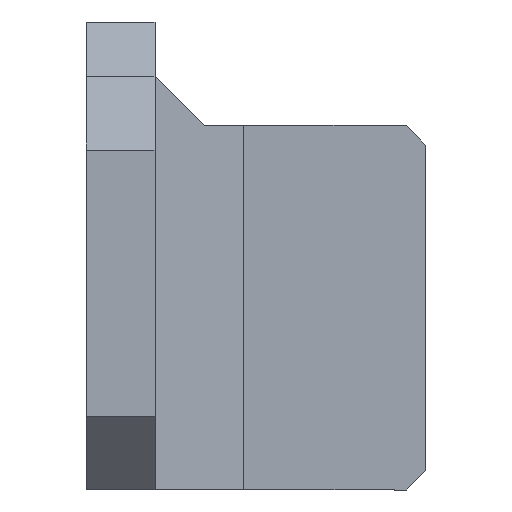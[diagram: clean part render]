
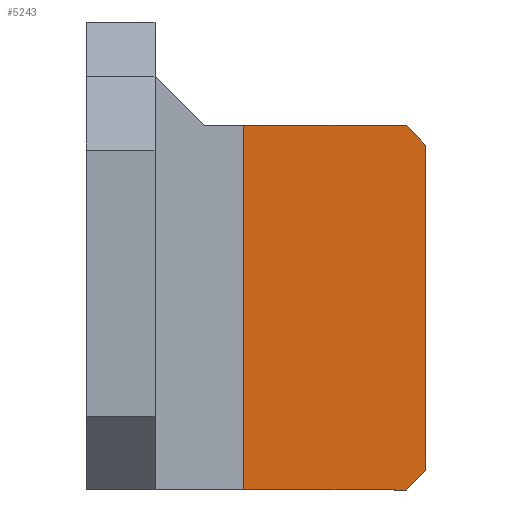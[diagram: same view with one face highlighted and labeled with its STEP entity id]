
A CAD part, left-side view. The second image highlights one B-rep face of the part: STEP entity #5243.
In plain terms, the highlighted planar face has unit normal (-1, 0, 0).
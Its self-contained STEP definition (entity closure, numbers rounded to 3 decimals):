
#321=FACE_OUTER_BOUND('',#621,.T.);
#621=EDGE_LOOP('',(#3444,#3445,#3446,#3447,#3448,#3449));
#960=LINE('',#7598,#1561);
#964=LINE('',#7606,#1565);
#965=LINE('',#7608,#1566);
#966=LINE('',#7610,#1567);
#967=LINE('',#7612,#1568);
#968=LINE('',#7613,#1569);
#1561=VECTOR('',#6040,10.);
#1565=VECTOR('',#6046,10.);
#1566=VECTOR('',#6047,10.);
#1567=VECTOR('',#6048,10.);
#1568=VECTOR('',#6049,10.);
#1569=VECTOR('',#6050,10.);
#2162=VERTEX_POINT('',#7596);
#2163=VERTEX_POINT('',#7597);
#2166=VERTEX_POINT('',#7605);
#2167=VERTEX_POINT('',#7607);
#2168=VERTEX_POINT('',#7609);
#2169=VERTEX_POINT('',#7611);
#2652=EDGE_CURVE('',#2162,#2163,#960,.T.);
#2656=EDGE_CURVE('',#2162,#2166,#964,.T.);
#2657=EDGE_CURVE('',#2167,#2166,#965,.T.);
#2658=EDGE_CURVE('',#2167,#2168,#966,.T.);
#2659=EDGE_CURVE('',#2169,#2168,#967,.T.);
#2660=EDGE_CURVE('',#2163,#2169,#968,.T.);
#3444=ORIENTED_EDGE('',*,*,#2652,.F.);
#3445=ORIENTED_EDGE('',*,*,#2656,.T.);
#3446=ORIENTED_EDGE('',*,*,#2657,.F.);
#3447=ORIENTED_EDGE('',*,*,#2658,.T.);
#3448=ORIENTED_EDGE('',*,*,#2659,.F.);
#3449=ORIENTED_EDGE('',*,*,#2660,.F.);
#5017=PLANE('',#5558);
#5243=ADVANCED_FACE('',(#321),#5017,.T.);
#5558=AXIS2_PLACEMENT_3D('',#7604,#6044,#6045);
#6040=DIRECTION('',(0.,-0.707,-0.707));
#6044=DIRECTION('center_axis',(-1.,0.,0.));
#6045=DIRECTION('ref_axis',(0.,-1.,0.));
#6046=DIRECTION('',(0.,1.,0.));
#6047=DIRECTION('',(0.,-0.707,0.707));
#6048=DIRECTION('',(0.,0.,-1.));
#6049=DIRECTION('',(0.,1.,0.));
#6050=DIRECTION('',(0.,0.,-1.));
#7596=CARTESIAN_POINT('',(0.,-1.,28.));
#7597=CARTESIAN_POINT('',(0.,-3.,26.));
#7598=CARTESIAN_POINT('',(0.,-2.25,26.75));
#7604=CARTESIAN_POINT('Origin',(0.,24.,0.));
#7605=CARTESIAN_POINT('',(0.,32.,28.));
#7606=CARTESIAN_POINT('',(0.,24.,28.));
#7607=CARTESIAN_POINT('',(0.,34.,26.));
#7608=CARTESIAN_POINT('',(0.,37.5,22.5));
#7609=CARTESIAN_POINT('',(0.,34.,9.5));
#7610=CARTESIAN_POINT('',(0.,34.,0.));
#7611=CARTESIAN_POINT('',(0.,-3.,9.5));
#7612=CARTESIAN_POINT('',(0.,22.375,9.5));
#7613=CARTESIAN_POINT('',(0.,-3.,0.));
